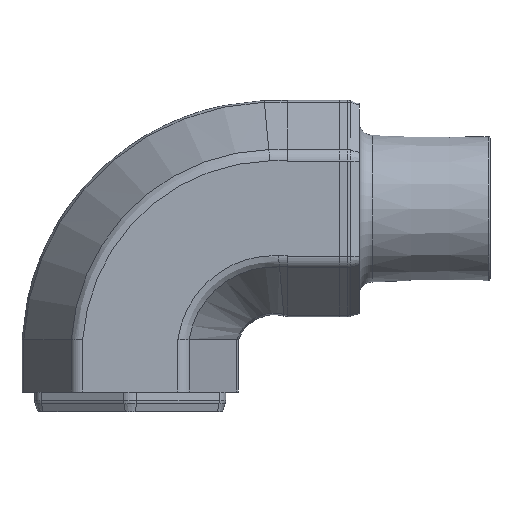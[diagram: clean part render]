
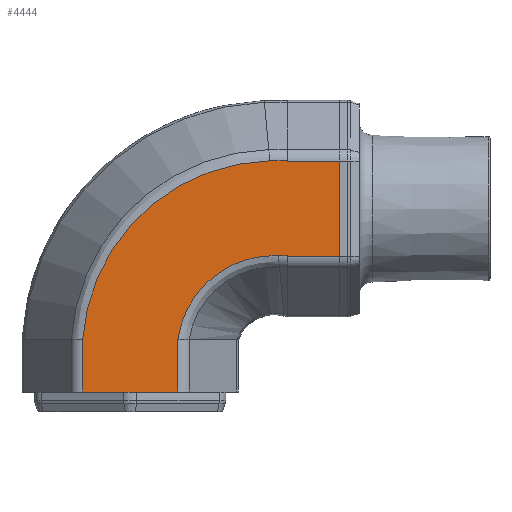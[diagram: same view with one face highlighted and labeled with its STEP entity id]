
A CAD part, left-side view. The second image highlights one B-rep face of the part: STEP entity #4444.
In plain terms, the highlighted planar face has unit normal (-1, 0, 0).
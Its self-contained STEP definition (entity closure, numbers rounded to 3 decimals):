
#203=PLANE('',#4838);
#476=FACE_OUTER_BOUND('',#751,.T.);
#751=EDGE_LOOP('',(#4031,#4032,#4033,#4034,#4035,#4036,#4037,#4038,#4039,
#4040,#4041,#4042));
#934=CIRCLE('',#4839,58.686);
#935=CIRCLE('',#4840,29.721);
#1361=LINE('',#13549,#1611);
#1376=LINE('',#15588,#1626);
#1377=LINE('',#15591,#1627);
#1385=LINE('',#15726,#1635);
#1404=LINE('',#15803,#1654);
#1405=LINE('',#15807,#1655);
#1407=LINE('',#15810,#1657);
#1409=LINE('',#15816,#1659);
#1419=LINE('',#15859,#1669);
#1420=LINE('',#15863,#1670);
#1611=VECTOR('',#5598,10.);
#1626=VECTOR('',#5671,10.);
#1627=VECTOR('',#5674,10.);
#1635=VECTOR('',#5702,10.);
#1654=VECTOR('',#5761,10.);
#1655=VECTOR('',#5766,10.);
#1657=VECTOR('',#5770,10.);
#1659=VECTOR('',#5776,10.);
#1669=VECTOR('',#5800,10.);
#1670=VECTOR('',#5805,10.);
#2017=VERTEX_POINT('',#13527);
#2027=VERTEX_POINT('',#13547);
#2052=VERTEX_POINT('',#15586);
#2053=VERTEX_POINT('',#15590);
#2067=VERTEX_POINT('',#15723);
#2068=VERTEX_POINT('',#15725);
#2085=VERTEX_POINT('',#15799);
#2086=VERTEX_POINT('',#15801);
#2087=VERTEX_POINT('',#15805);
#2089=VERTEX_POINT('',#15814);
#2097=VERTEX_POINT('',#15858);
#2098=VERTEX_POINT('',#15862);
#2618=EDGE_CURVE('',#2017,#2027,#1361,.T.);
#2684=EDGE_CURVE('',#2027,#2052,#1376,.T.);
#2685=EDGE_CURVE('',#2017,#2053,#1377,.T.);
#2701=EDGE_CURVE('',#2067,#2068,#1385,.T.);
#2730=EDGE_CURVE('',#2085,#2086,#1404,.T.);
#2732=EDGE_CURVE('',#2087,#2067,#1405,.T.);
#2734=EDGE_CURVE('',#2087,#2085,#1407,.T.);
#2737=EDGE_CURVE('',#2086,#2089,#1409,.T.);
#2750=EDGE_CURVE('',#2097,#2068,#1419,.T.);
#2752=EDGE_CURVE('',#2098,#2089,#1420,.T.);
#2753=EDGE_CURVE('',#2053,#2098,#934,.T.);
#2754=EDGE_CURVE('',#2052,#2097,#935,.T.);
#4031=ORIENTED_EDGE('',*,*,#2737,.T.);
#4032=ORIENTED_EDGE('',*,*,#2752,.F.);
#4033=ORIENTED_EDGE('',*,*,#2753,.F.);
#4034=ORIENTED_EDGE('',*,*,#2685,.F.);
#4035=ORIENTED_EDGE('',*,*,#2618,.T.);
#4036=ORIENTED_EDGE('',*,*,#2684,.T.);
#4037=ORIENTED_EDGE('',*,*,#2754,.T.);
#4038=ORIENTED_EDGE('',*,*,#2750,.T.);
#4039=ORIENTED_EDGE('',*,*,#2701,.F.);
#4040=ORIENTED_EDGE('',*,*,#2732,.F.);
#4041=ORIENTED_EDGE('',*,*,#2734,.T.);
#4042=ORIENTED_EDGE('',*,*,#2730,.T.);
#4444=ADVANCED_FACE('',(#476),#203,.T.);
#4838=AXIS2_PLACEMENT_3D('',#15861,#5803,#5804);
#4839=AXIS2_PLACEMENT_3D('',#15864,#5806,#5807);
#4840=AXIS2_PLACEMENT_3D('',#15865,#5808,#5809);
#5598=DIRECTION('',(0.,-1.,0.));
#5671=DIRECTION('',(0.,0.,1.));
#5674=DIRECTION('',(0.,0.,1.));
#5702=DIRECTION('',(0.,0.,1.));
#5761=DIRECTION('',(0.,1.,0.));
#5766=DIRECTION('',(0.,1.,0.));
#5770=DIRECTION('',(0.,0.,1.));
#5776=DIRECTION('',(0.,0.,1.));
#5800=DIRECTION('',(0.,-1.,0.));
#5803=DIRECTION('center_axis',(-1.,0.,0.));
#5804=DIRECTION('ref_axis',(0.,0.,1.));
#5805=DIRECTION('',(0.,-1.,0.));
#5806=DIRECTION('center_axis',(1.,0.,0.));
#5807=DIRECTION('ref_axis',(0.,0.998,0.068));
#5808=DIRECTION('center_axis',(1.,0.,0.));
#5809=DIRECTION('ref_axis',(0.,0.991,0.135));
#13527=CARTESIAN_POINT('',(-29.2,14.549,0.));
#13547=CARTESIAN_POINT('',(-29.2,-14.549,0.));
#13549=CARTESIAN_POINT('',(-29.2,14.549,0.));
#15586=CARTESIAN_POINT('',(-29.2,-14.549,16.));
#15588=CARTESIAN_POINT('',(-29.2,-14.549,0.));
#15590=CARTESIAN_POINT('',(-29.2,14.549,16.));
#15591=CARTESIAN_POINT('',(-29.2,14.549,0.));
#15723=CARTESIAN_POINT('',(-29.2,-48.,41.528));
#15725=CARTESIAN_POINT('',(-29.2,-48.,41.692));
#15726=CARTESIAN_POINT('',(-29.2,-48.,41.528));
#15799=CARTESIAN_POINT('',(-29.2,-64.,70.626));
#15801=CARTESIAN_POINT('',(-29.2,-48.,70.626));
#15803=CARTESIAN_POINT('',(-29.2,-64.,70.626));
#15805=CARTESIAN_POINT('',(-29.2,-64.,41.528));
#15807=CARTESIAN_POINT('',(-29.2,-64.,41.528));
#15810=CARTESIAN_POINT('',(-29.2,-64.,41.528));
#15814=CARTESIAN_POINT('',(-29.2,-48.,70.67));
#15816=CARTESIAN_POINT('',(-29.2,-48.,34.286));
#15858=CARTESIAN_POINT('',(-29.2,-45.306,41.692));
#15859=CARTESIAN_POINT('',(-29.2,-45.306,41.692));
#15861=CARTESIAN_POINT('Origin',(-29.2,14.549,16.));
#15862=CARTESIAN_POINT('',(-29.2,-42.661,70.67));
#15863=CARTESIAN_POINT('',(-29.2,-42.661,70.67));
#15864=CARTESIAN_POINT('Origin',(-29.2,-44.,12.));
#15865=CARTESIAN_POINT('Origin',(-29.2,-44.,12.));
